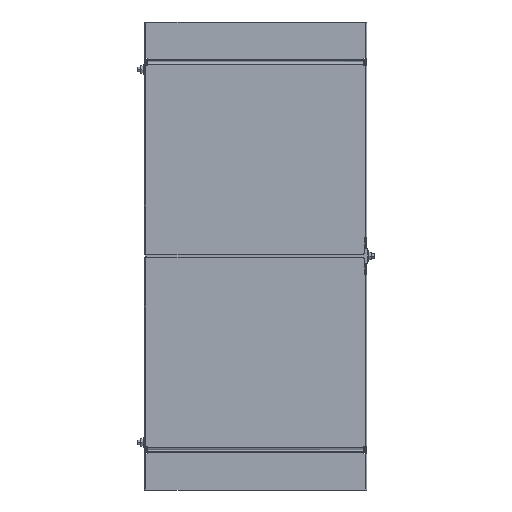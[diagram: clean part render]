
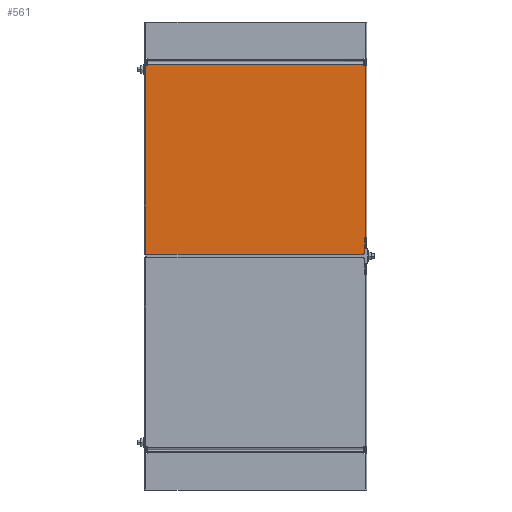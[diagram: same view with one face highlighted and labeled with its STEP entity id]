
A CAD part, front view. The second image highlights one B-rep face of the part: STEP entity #561.
In plain terms, the highlighted planar face has unit normal (0, -1, 0).
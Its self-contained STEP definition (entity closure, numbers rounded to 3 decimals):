
#561=ADVANCED_FACE('',(#1400),#13668,.T.);
#1400=FACE_OUTER_BOUND('',#2384,.T.);
#2384=EDGE_LOOP('',(#5121,#5122,#5123,#5124,#5125,#5126,#5127,#5128,#5129,
#5130,#5131));
#5121=ORIENTED_EDGE('',*,*,#8092,.F.);
#5122=ORIENTED_EDGE('',*,*,#8350,.F.);
#5123=ORIENTED_EDGE('',*,*,#8349,.F.);
#5124=ORIENTED_EDGE('',*,*,#8354,.F.);
#5125=ORIENTED_EDGE('',*,*,#8351,.F.);
#5126=ORIENTED_EDGE('',*,*,#8352,.F.);
#5127=ORIENTED_EDGE('',*,*,#8355,.F.);
#5128=ORIENTED_EDGE('',*,*,#8356,.F.);
#5129=ORIENTED_EDGE('',*,*,#8353,.F.);
#5130=ORIENTED_EDGE('',*,*,#8358,.F.);
#5131=ORIENTED_EDGE('',*,*,#8357,.F.);
#8092=EDGE_CURVE('',#12591,#12592,#9777,.T.);
#8349=EDGE_CURVE('',#12738,#12737,#10933,.T.);
#8350=EDGE_CURVE('',#12737,#12591,#10934,.T.);
#8351=EDGE_CURVE('',#12740,#12739,#10935,.T.);
#8352=EDGE_CURVE('',#12741,#12740,#10936,.T.);
#8353=EDGE_CURVE('',#12743,#12742,#9905,.T.);
#8354=EDGE_CURVE('',#12739,#12738,#10937,.T.);
#8355=EDGE_CURVE('',#12744,#12741,#10938,.T.);
#8356=EDGE_CURVE('',#12742,#12744,#10939,.T.);
#8357=EDGE_CURVE('',#12592,#12114,#10940,.T.);
#8358=EDGE_CURVE('',#12114,#12743,#10941,.T.);
#9777=(
BOUNDED_CURVE()
B_SPLINE_CURVE(1,(#28140,#28141),.UNSPECIFIED.,.F.,.F.)
B_SPLINE_CURVE_WITH_KNOTS((2,2),(0.,235.5),.UNSPECIFIED.)
CURVE()
GEOMETRIC_REPRESENTATION_ITEM()
RATIONAL_B_SPLINE_CURVE((1.,1.))
REPRESENTATION_ITEM('')
);
#9905=(
BOUNDED_CURVE()
B_SPLINE_CURVE(2,(#28787,#28788,#28789),.UNSPECIFIED.,.F.,.F.)
B_SPLINE_CURVE_WITH_KNOTS((3,3),(-1.571,0.),.UNSPECIFIED.)
CURVE()
GEOMETRIC_REPRESENTATION_ITEM()
RATIONAL_B_SPLINE_CURVE((1.,0.707,1.))
REPRESENTATION_ITEM('')
);
#10933=B_SPLINE_CURVE_WITH_KNOTS('',1,(#28779,#28780),.UNSPECIFIED.,.F.,
 .F.,(2,2),(0.,1.838),.UNSPECIFIED.);
#10934=B_SPLINE_CURVE_WITH_KNOTS('',1,(#28781,#28782),.UNSPECIFIED.,.F.,
 .F.,(2,2),(0.,2.3),.UNSPECIFIED.);
#10935=B_SPLINE_CURVE_WITH_KNOTS('',1,(#28783,#28784),.UNSPECIFIED.,.F.,
 .F.,(2,2),(0.,1.838),.UNSPECIFIED.);
#10936=B_SPLINE_CURVE_WITH_KNOTS('',1,(#28785,#28786),.UNSPECIFIED.,.F.,
 .F.,(2,2),(0.,2.3),.UNSPECIFIED.);
#10937=B_SPLINE_CURVE_WITH_KNOTS('',1,(#28790,#28791),.UNSPECIFIED.,.F.,
 .F.,(2,2),(0.,295.4),.UNSPECIFIED.);
#10938=B_SPLINE_CURVE_WITH_KNOTS('',1,(#28792,#28793),.UNSPECIFIED.,.F.,
 .F.,(2,2),(-258.,0.),.UNSPECIFIED.);
#10939=B_SPLINE_CURVE_WITH_KNOTS('',1,(#28794,#28795),.UNSPECIFIED.,.F.,
 .F.,(2,2),(0.,297.25),.UNSPECIFIED.);
#10940=B_SPLINE_CURVE_WITH_KNOTS('',1,(#28796,#28797),.UNSPECIFIED.,.F.,
 .F.,(2,2),(-1.75,0.),.UNSPECIFIED.);
#10941=B_SPLINE_CURVE_WITH_KNOTS('',1,(#28798,#28799),.UNSPECIFIED.,.F.,
 .F.,(2,2),(0.,21.5),.UNSPECIFIED.);
#12114=VERTEX_POINT('',#26637);
#12591=VERTEX_POINT('',#27114);
#12592=VERTEX_POINT('',#27115);
#12737=VERTEX_POINT('',#27260);
#12738=VERTEX_POINT('',#27261);
#12739=VERTEX_POINT('',#27262);
#12740=VERTEX_POINT('',#27263);
#12741=VERTEX_POINT('',#27264);
#12742=VERTEX_POINT('',#27265);
#12743=VERTEX_POINT('',#27266);
#12744=VERTEX_POINT('',#27267);
#13668=PLANE('',#14119);
#14119=AXIS2_PLACEMENT_3D('',#22677,#14536,$);
#14536=DIRECTION('',(0.,-1.,0.));
#22677=CARTESIAN_POINT('',(-180.001,-1.25,296.515));
#26637=CARTESIAN_POINT('',(148.25,-1.25,345.));
#27114=CARTESIAN_POINT('',(150.,-1.25,580.5));
#27115=CARTESIAN_POINT('',(150.,-1.25,345.));
#27260=CARTESIAN_POINT('',(147.7,-1.25,580.5));
#27261=CARTESIAN_POINT('',(147.7,-1.25,582.338));
#27262=CARTESIAN_POINT('',(-147.7,-1.25,582.338));
#27263=CARTESIAN_POINT('',(-147.7,-1.25,580.5));
#27264=CARTESIAN_POINT('',(-150.,-1.25,580.5));
#27265=CARTESIAN_POINT('',(147.25,-1.25,322.5));
#27266=CARTESIAN_POINT('',(148.25,-1.25,323.5));
#27267=CARTESIAN_POINT('',(-150.,-1.25,322.5));
#28140=CARTESIAN_POINT('',(150.,-1.25,580.5));
#28141=CARTESIAN_POINT('',(150.,-1.25,345.));
#28779=CARTESIAN_POINT('',(147.7,-1.25,582.338));
#28780=CARTESIAN_POINT('',(147.7,-1.25,580.5));
#28781=CARTESIAN_POINT('',(147.7,-1.25,580.5));
#28782=CARTESIAN_POINT('',(150.,-1.25,580.5));
#28783=CARTESIAN_POINT('',(-147.7,-1.25,580.5));
#28784=CARTESIAN_POINT('',(-147.7,-1.25,582.338));
#28785=CARTESIAN_POINT('',(-150.,-1.25,580.5));
#28786=CARTESIAN_POINT('',(-147.7,-1.25,580.5));
#28787=CARTESIAN_POINT('',(148.25,-1.25,323.5));
#28788=CARTESIAN_POINT('',(148.25,-1.25,322.5));
#28789=CARTESIAN_POINT('',(147.25,-1.25,322.5));
#28790=CARTESIAN_POINT('',(-147.7,-1.25,582.338));
#28791=CARTESIAN_POINT('',(147.7,-1.25,582.338));
#28792=CARTESIAN_POINT('',(-150.,-1.25,322.5));
#28793=CARTESIAN_POINT('',(-150.,-1.25,580.5));
#28794=CARTESIAN_POINT('',(147.25,-1.25,322.5));
#28795=CARTESIAN_POINT('',(-150.,-1.25,322.5));
#28796=CARTESIAN_POINT('',(150.,-1.25,345.));
#28797=CARTESIAN_POINT('',(148.25,-1.25,345.));
#28798=CARTESIAN_POINT('',(148.25,-1.25,345.));
#28799=CARTESIAN_POINT('',(148.25,-1.25,323.5));
